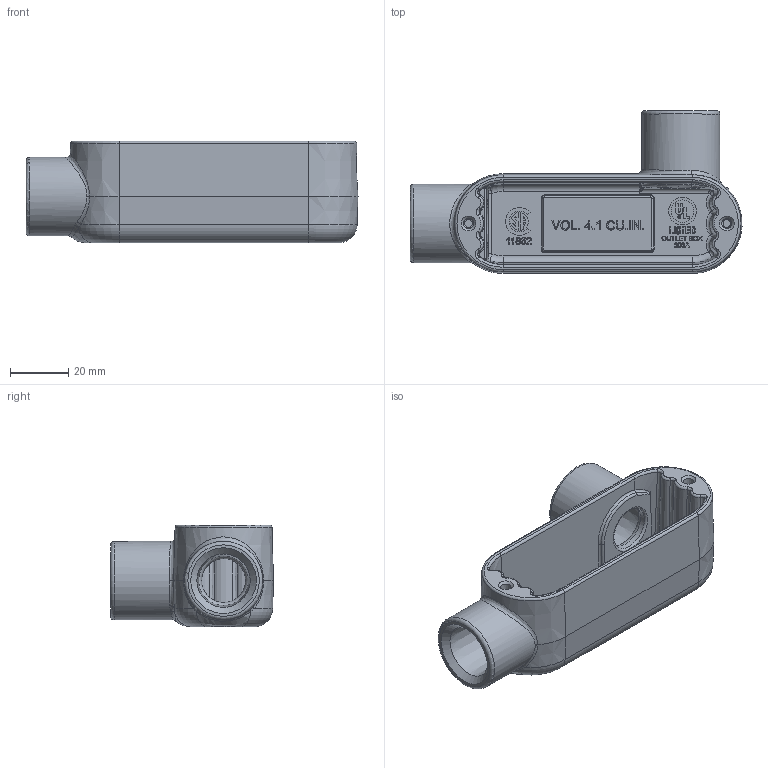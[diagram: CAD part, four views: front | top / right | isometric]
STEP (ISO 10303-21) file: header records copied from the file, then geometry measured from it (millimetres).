
FILE_DESCRIPTION(/* description */ (''),/* implementation_level */ '2;1');
FILE_NAME(/* name */ 'KIL_OLR-1.stp',/* time_stamp */ '2019-11-22T16:07:04+06:00',/* author */ ('kr'),/* organization */ (''),/* preprocessor_version */ 'ST-DEVELOPER v16.13',/* originating_system */ 'Autodesk Inventor 2018',/* authorisation */ '');
FILE_SCHEMA (('AUTOMOTIVE_DESIGN { 1 0 10303 214 3 1 1 }'));
Length unit declared in the file: inch
Products named in the file (1): 14088-1
Bounding box: 114.27 x 56.06 x 34.92 mm (x, y, z)
Volume: 46937.5 mm3; surface area: 25887.6 mm2
Topology: 1 solids, 1 shells, 671 faces, 1663 edges, 1067 vertices
Faces by surface type: plane 390, bspline 164, cylinder 50, torus 42, cone 23, sphere 2
Full cylindrical faces by diameter (mm): 0.958 x1, 1.057 x1, 7.753 x1, 9.525 x1, 15.113 x2, 26.987 x2
Entity records: 28459 total; most frequent: CARTESIAN_POINT 13514, ORIENTED_EDGE 3250, DIRECTION 2651, EDGE_CURVE 1625, LINE 1063, VECTOR 1063, VERTEX_POINT 1059, AXIS2_PLACEMENT_3D 794
